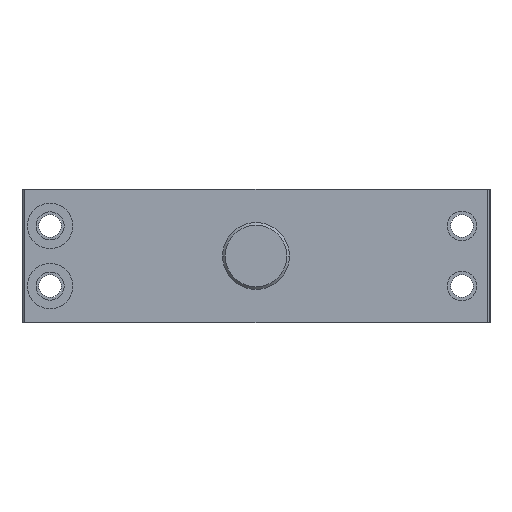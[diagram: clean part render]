
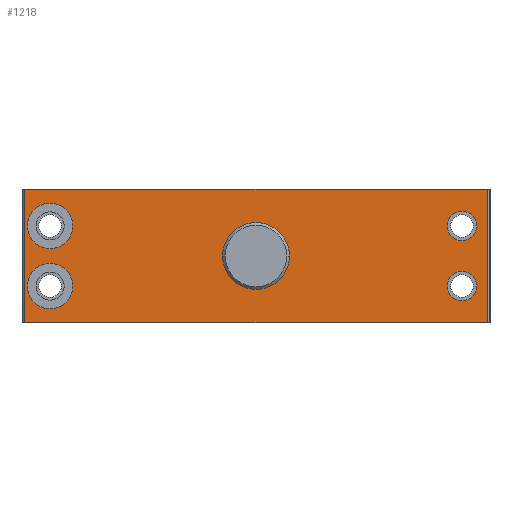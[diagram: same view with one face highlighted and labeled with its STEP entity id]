
A CAD part, left-side view. The second image highlights one B-rep face of the part: STEP entity #1218.
In plain terms, the highlighted planar face has unit normal (-1, 0, 0).
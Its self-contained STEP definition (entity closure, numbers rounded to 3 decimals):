
#91 = DIRECTION ( 'NONE',  ( 1., 0., 0. ) ) ;
#99 = FACE_BOUND ( 'NONE', #3088, .T. ) ;
#110 = DIRECTION ( 'NONE',  ( 0., -1., 0. ) ) ;
#159 = PLANE ( 'NONE',  #2239 ) ;
#166 = ORIENTED_EDGE ( 'NONE', *, *, #220, .T. ) ;
#170 = DIRECTION ( 'NONE',  ( 0., -1., 0. ) ) ;
#220 = EDGE_CURVE ( 'NONE', #583, #3781, #2469, .T. ) ;
#250 = ORIENTED_EDGE ( 'NONE', *, *, #404, .F. ) ;
#265 = AXIS2_PLACEMENT_3D ( 'NONE', #812, #2641, #823 ) ;
#364 = VERTEX_POINT ( 'NONE', #3320 ) ;
#393 = VERTEX_POINT ( 'NONE', #1770 ) ;
#404 = EDGE_CURVE ( 'NONE', #1744, #3781, #1644, .T. ) ;
#432 = DIRECTION ( 'NONE',  ( 0., 0., 1. ) ) ;
#436 = DIRECTION ( 'NONE',  ( 1., 0., 0. ) ) ;
#445 = CARTESIAN_POINT ( 'NONE',  ( -109.001, -118.558, -25. ) ) ;
#453 = DIRECTION ( 'NONE',  ( 0., -1., 0. ) ) ;
#462 = DIRECTION ( 'NONE',  ( 0., 1., 0. ) ) ;
#583 = VERTEX_POINT ( 'NONE', #1598 ) ;
#624 = VECTOR ( 'NONE', #977, 1000. ) ;
#631 = CARTESIAN_POINT ( 'NONE',  ( -109.001, -109.058, -11.25 ) ) ;
#635 = FACE_BOUND ( 'NONE', #3408, .T. ) ;
#657 = EDGE_CURVE ( 'NONE', #3919, #3141, #2634, .T. ) ;
#693 = VERTEX_POINT ( 'NONE', #3764 ) ;
#700 = CIRCLE ( 'NONE', #3048, 8.5 ) ;
#739 = VERTEX_POINT ( 'NONE', #3200 ) ;
#745 = AXIS2_PLACEMENT_3D ( 'NONE', #2523, #91, #110 ) ;
#812 = CARTESIAN_POINT ( 'NONE',  ( -109.001, -32.058, 0. ) ) ;
#823 = DIRECTION ( 'NONE',  ( 0., -1., 0. ) ) ;
#824 = DIRECTION ( 'NONE',  ( 0., -1., 0. ) ) ;
#832 = AXIS2_PLACEMENT_3D ( 'NONE', #2612, #2261, #3773 ) ;
#834 = VERTEX_POINT ( 'NONE', #1680 ) ;
#843 = EDGE_CURVE ( 'NONE', #364, #834, #3040, .T. ) ;
#925 = CIRCLE ( 'NONE', #3656, 5.5 ) ;
#962 = CARTESIAN_POINT ( 'NONE',  ( -109.001, -44.558, 0. ) ) ;
#963 = AXIS2_PLACEMENT_3D ( 'NONE', #631, #3360, #1642 ) ;
#977 = DIRECTION ( 'NONE',  ( 0., 0., -1. ) ) ;
#982 = VERTEX_POINT ( 'NONE', #985 ) ;
#985 = CARTESIAN_POINT ( 'NONE',  ( -109.001, -103.558, -11.25 ) ) ;
#1004 = CIRCLE ( 'NONE', #963, 5.5 ) ;
#1104 = CARTESIAN_POINT ( 'NONE',  ( -109.001, -32.058, 0. ) ) ;
#1128 = CARTESIAN_POINT ( 'NONE',  ( -109.001, 55.442, -25. ) ) ;
#1129 = CARTESIAN_POINT ( 'NONE',  ( -109.001, 54.442, -25. ) ) ;
#1146 = EDGE_CURVE ( 'NONE', #693, #739, #700, .T. ) ;
#1188 = EDGE_CURVE ( 'NONE', #3380, #393, #1740, .T. ) ;
#1218 = ADVANCED_FACE ( 'NONE', ( #2434, #99, #1868, #1597, #2378, #635 ), #159, .T. ) ;
#1222 = CARTESIAN_POINT ( 'NONE',  ( -109.001, 44.942, 11.25 ) ) ;
#1230 = ORIENTED_EDGE ( 'NONE', *, *, #843, .T. ) ;
#1237 = ORIENTED_EDGE ( 'NONE', *, *, #1283, .T. ) ;
#1283 = EDGE_CURVE ( 'NONE', #3740, #583, #3794, .T. ) ;
#1390 = DIRECTION ( 'NONE',  ( 1., 0., 0. ) ) ;
#1398 = AXIS2_PLACEMENT_3D ( 'NONE', #1104, #2602, #453 ) ;
#1489 = CARTESIAN_POINT ( 'NONE',  ( -109.001, -109.058, -11.25 ) ) ;
#1543 = DIRECTION ( 'NONE',  ( -1., 0., 0. ) ) ;
#1564 = DIRECTION ( 'NONE',  ( 0., 1., 0. ) ) ;
#1597 = FACE_OUTER_BOUND ( 'NONE', #2540, .T. ) ;
#1598 = CARTESIAN_POINT ( 'NONE',  ( -109.001, -118.558, -25. ) ) ;
#1615 = AXIS2_PLACEMENT_3D ( 'NONE', #3187, #1390, #462 ) ;
#1630 = EDGE_CURVE ( 'NONE', #1744, #3740, #2574, .T. ) ;
#1642 = DIRECTION ( 'NONE',  ( 0., -1., 0. ) ) ;
#1644 = LINE ( 'NONE', #2352, #2530 ) ;
#1680 = CARTESIAN_POINT ( 'NONE',  ( -109.001, 36.442, 11.25 ) ) ;
#1701 = EDGE_LOOP ( 'NONE', ( #3625, #1230 ) ) ;
#1740 = CIRCLE ( 'NONE', #832, 5.5 ) ;
#1744 = VERTEX_POINT ( 'NONE', #3735 ) ;
#1756 = CARTESIAN_POINT ( 'NONE',  ( -109.001, -118.558, 25. ) ) ;
#1770 = CARTESIAN_POINT ( 'NONE',  ( -109.001, -103.558, 11.25 ) ) ;
#1782 = DIRECTION ( 'NONE',  ( 0., -1., 0. ) ) ;
#1839 = ORIENTED_EDGE ( 'NONE', *, *, #1630, .T. ) ;
#1868 = FACE_BOUND ( 'NONE', #1701, .T. ) ;
#1893 = EDGE_CURVE ( 'NONE', #982, #3903, #925, .T. ) ;
#1896 = AXIS2_PLACEMENT_3D ( 'NONE', #1222, #3061, #1564 ) ;
#1942 = VECTOR ( 'NONE', #432, 1000. ) ;
#1955 = VECTOR ( 'NONE', #824, 1000. ) ;
#1956 = CIRCLE ( 'NONE', #745, 8.5 ) ;
#2050 = CIRCLE ( 'NONE', #265, 12.5 ) ;
#2052 = EDGE_LOOP ( 'NONE', ( #2098, #2952 ) ) ;
#2068 = ORIENTED_EDGE ( 'NONE', *, *, #1893, .F. ) ;
#2098 = ORIENTED_EDGE ( 'NONE', *, *, #2493, .F. ) ;
#2110 = ORIENTED_EDGE ( 'NONE', *, *, #1146, .T. ) ;
#2239 = AXIS2_PLACEMENT_3D ( 'NONE', #3501, #3779, #170 ) ;
#2250 = CARTESIAN_POINT ( 'NONE',  ( -109.001, -114.558, 11.25 ) ) ;
#2261 = DIRECTION ( 'NONE',  ( -1., 0., 0. ) ) ;
#2314 = EDGE_CURVE ( 'NONE', #739, #693, #1956, .T. ) ;
#2327 = ORIENTED_EDGE ( 'NONE', *, *, #2314, .T. ) ;
#2352 = CARTESIAN_POINT ( 'NONE',  ( -109.001, 55.442, 25. ) ) ;
#2364 = DIRECTION ( 'NONE',  ( -1., 0., 0. ) ) ;
#2378 = FACE_BOUND ( 'NONE', #2052, .T. ) ;
#2434 = FACE_BOUND ( 'NONE', #3651, .T. ) ;
#2447 = CARTESIAN_POINT ( 'NONE',  ( -109.001, -109.058, 11.25 ) ) ;
#2469 = LINE ( 'NONE', #445, #1942 ) ;
#2493 = EDGE_CURVE ( 'NONE', #3141, #3919, #2050, .T. ) ;
#2523 = CARTESIAN_POINT ( 'NONE',  ( -109.001, 44.942, -11.25 ) ) ;
#2530 = VECTOR ( 'NONE', #2993, 1000. ) ;
#2540 = EDGE_LOOP ( 'NONE', ( #1237, #166, #250, #1839 ) ) ;
#2556 = ORIENTED_EDGE ( 'NONE', *, *, #2846, .F. ) ;
#2574 = LINE ( 'NONE', #3361, #624 ) ;
#2579 = ORIENTED_EDGE ( 'NONE', *, *, #2712, .F. ) ;
#2582 = AXIS2_PLACEMENT_3D ( 'NONE', #2447, #1543, #2733 ) ;
#2602 = DIRECTION ( 'NONE',  ( -1., 0., 0. ) ) ;
#2612 = CARTESIAN_POINT ( 'NONE',  ( -109.001, -109.058, 11.25 ) ) ;
#2634 = CIRCLE ( 'NONE', #1398, 12.5 ) ;
#2641 = DIRECTION ( 'NONE',  ( -1., 0., 0. ) ) ;
#2702 = EDGE_CURVE ( 'NONE', #834, #364, #3407, .T. ) ;
#2712 = EDGE_CURVE ( 'NONE', #393, #3380, #3889, .T. ) ;
#2733 = DIRECTION ( 'NONE',  ( 0., -1., 0. ) ) ;
#2846 = EDGE_CURVE ( 'NONE', #3903, #982, #1004, .T. ) ;
#2952 = ORIENTED_EDGE ( 'NONE', *, *, #657, .F. ) ;
#2993 = DIRECTION ( 'NONE',  ( 0., -1., 0. ) ) ;
#3040 = CIRCLE ( 'NONE', #1615, 8.5 ) ;
#3048 = AXIS2_PLACEMENT_3D ( 'NONE', #3433, #436, #3457 ) ;
#3061 = DIRECTION ( 'NONE',  ( 1., 0., 0. ) ) ;
#3088 = EDGE_LOOP ( 'NONE', ( #2556, #2068 ) ) ;
#3141 = VERTEX_POINT ( 'NONE', #3264 ) ;
#3144 = ORIENTED_EDGE ( 'NONE', *, *, #1188, .F. ) ;
#3187 = CARTESIAN_POINT ( 'NONE',  ( -109.001, 44.942, 11.25 ) ) ;
#3200 = CARTESIAN_POINT ( 'NONE',  ( -109.001, 36.442, -11.25 ) ) ;
#3264 = CARTESIAN_POINT ( 'NONE',  ( -109.001, -19.558, 0. ) ) ;
#3320 = CARTESIAN_POINT ( 'NONE',  ( -109.001, 53.442, 11.25 ) ) ;
#3360 = DIRECTION ( 'NONE',  ( -1., 0., 0. ) ) ;
#3361 = CARTESIAN_POINT ( 'NONE',  ( -109.001, 54.442, -25. ) ) ;
#3380 = VERTEX_POINT ( 'NONE', #2250 ) ;
#3407 = CIRCLE ( 'NONE', #1896, 8.5 ) ;
#3408 = EDGE_LOOP ( 'NONE', ( #2327, #2110 ) ) ;
#3433 = CARTESIAN_POINT ( 'NONE',  ( -109.001, 44.942, -11.25 ) ) ;
#3457 = DIRECTION ( 'NONE',  ( 0., -1., 0. ) ) ;
#3501 = CARTESIAN_POINT ( 'NONE',  ( -109.001, 55.442, -25. ) ) ;
#3625 = ORIENTED_EDGE ( 'NONE', *, *, #2702, .T. ) ;
#3651 = EDGE_LOOP ( 'NONE', ( #3144, #2579 ) ) ;
#3656 = AXIS2_PLACEMENT_3D ( 'NONE', #1489, #2364, #1782 ) ;
#3669 = CARTESIAN_POINT ( 'NONE',  ( -109.001, -114.558, -11.25 ) ) ;
#3735 = CARTESIAN_POINT ( 'NONE',  ( -109.001, 54.442, 25. ) ) ;
#3740 = VERTEX_POINT ( 'NONE', #1129 ) ;
#3764 = CARTESIAN_POINT ( 'NONE',  ( -109.001, 53.442, -11.25 ) ) ;
#3773 = DIRECTION ( 'NONE',  ( 0., -1., 0. ) ) ;
#3779 = DIRECTION ( 'NONE',  ( -1., 0., 0. ) ) ;
#3781 = VERTEX_POINT ( 'NONE', #1756 ) ;
#3794 = LINE ( 'NONE', #1128, #1955 ) ;
#3889 = CIRCLE ( 'NONE', #2582, 5.5 ) ;
#3903 = VERTEX_POINT ( 'NONE', #3669 ) ;
#3919 = VERTEX_POINT ( 'NONE', #962 ) ;
